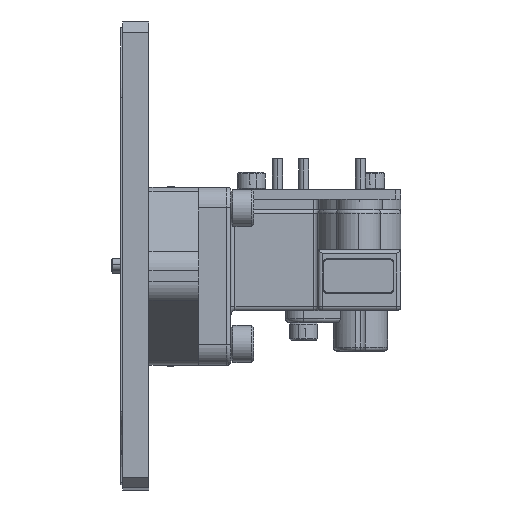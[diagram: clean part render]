
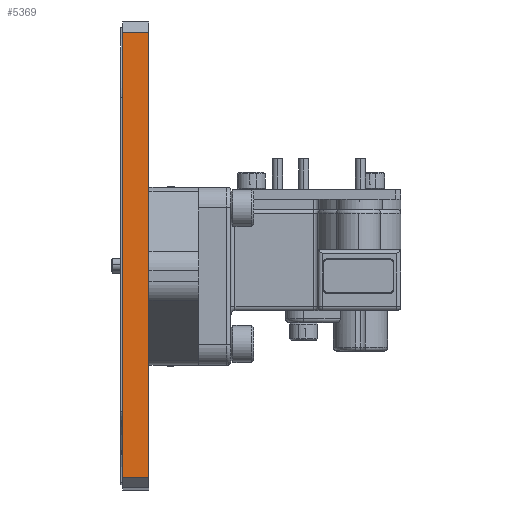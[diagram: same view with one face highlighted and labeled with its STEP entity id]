
A CAD part, top view. The second image highlights one B-rep face of the part: STEP entity #5369.
In plain terms, the highlighted planar face has unit normal (0, 0, 1).
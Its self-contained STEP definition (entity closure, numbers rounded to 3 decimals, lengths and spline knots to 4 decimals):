
#382 = EDGE_CURVE ( 'NONE', #33525, #24032, #15719, .T. ) ;
#2402 = CARTESIAN_POINT ( 'NONE',  ( 0.003, -2.3, 0. ) ) ;
#2709 = VERTEX_POINT ( 'NONE', #5526 ) ;
#4907 = CARTESIAN_POINT ( 'NONE',  ( -0.127, -2.3, 0. ) ) ;
#5081 = CARTESIAN_POINT ( 'NONE',  ( 0.003, -0.05, 0. ) ) ;
#5369 = ADVANCED_FACE ( 'NONE', ( #45812 ), #42769, .F. ) ;
#5526 = CARTESIAN_POINT ( 'NONE',  ( -0.127, -2.25, 0. ) ) ;
#7193 = DIRECTION ( 'NONE',  ( -1., 0., 0. ) ) ;
#8034 = VECTOR ( 'NONE', #47684, 39.3701 ) ;
#8305 = CARTESIAN_POINT ( 'NONE',  ( 0.003, -2.25, 0. ) ) ;
#8458 = CARTESIAN_POINT ( 'NONE',  ( -0.127, -2.25, 0. ) ) ;
#8783 = DIRECTION ( 'NONE',  ( 1., 0., 0. ) ) ;
#9921 = LINE ( 'NONE', #45250, #16408 ) ;
#10833 = CARTESIAN_POINT ( 'NONE',  ( -0.127, -0.05, 0. ) ) ;
#15465 = DIRECTION ( 'NONE',  ( 0., 1., 0. ) ) ;
#15719 = LINE ( 'NONE', #2402, #8034 ) ;
#16295 = DIRECTION ( 'NONE',  ( 0., -1., 0. ) ) ;
#16408 = VECTOR ( 'NONE', #15465, 39.3701 ) ;
#17497 = ORIENTED_EDGE ( 'NONE', *, *, #29490, .T. ) ;
#19736 = ORIENTED_EDGE ( 'NONE', *, *, #27140, .F. ) ;
#20303 = LINE ( 'NONE', #8458, #36295 ) ;
#22321 = AXIS2_PLACEMENT_3D ( 'NONE', #4907, #46722, #16295 ) ;
#24032 = VERTEX_POINT ( 'NONE', #5081 ) ;
#27140 = EDGE_CURVE ( 'NONE', #2709, #28897, #9921, .T. ) ;
#27253 = CARTESIAN_POINT ( 'NONE',  ( -0.127, -0.05, 0. ) ) ;
#28571 = VECTOR ( 'NONE', #7193, 39.3701 ) ;
#28897 = VERTEX_POINT ( 'NONE', #27253 ) ;
#29490 = EDGE_CURVE ( 'NONE', #24032, #28897, #35677, .T. ) ;
#32455 = ORIENTED_EDGE ( 'NONE', *, *, #41447, .T. ) ;
#33525 = VERTEX_POINT ( 'NONE', #8305 ) ;
#35677 = LINE ( 'NONE', #10833, #28571 ) ;
#36295 = VECTOR ( 'NONE', #8783, 39.3701 ) ;
#41447 = EDGE_CURVE ( 'NONE', #2709, #33525, #20303, .T. ) ;
#42769 = PLANE ( 'NONE',  #22321 ) ;
#44712 = ORIENTED_EDGE ( 'NONE', *, *, #382, .T. ) ;
#45250 = CARTESIAN_POINT ( 'NONE',  ( -0.127, -2.3, 0. ) ) ;
#45812 = FACE_OUTER_BOUND ( 'NONE', #46553, .T. ) ;
#46553 = EDGE_LOOP ( 'NONE', ( #44712, #17497, #19736, #32455 ) ) ;
#46722 = DIRECTION ( 'NONE',  ( 0., 0., -1. ) ) ;
#47684 = DIRECTION ( 'NONE',  ( 0., 1., 0. ) ) ;
